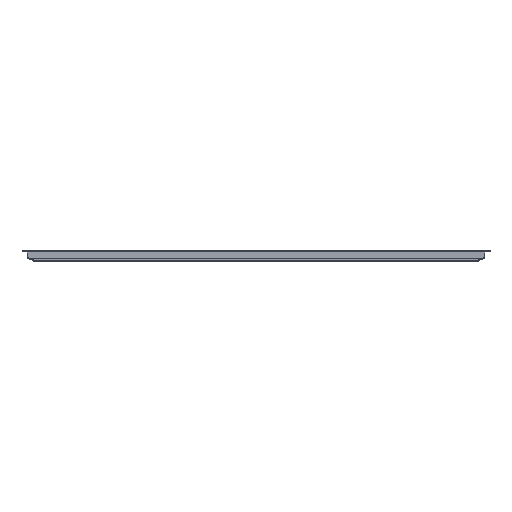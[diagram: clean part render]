
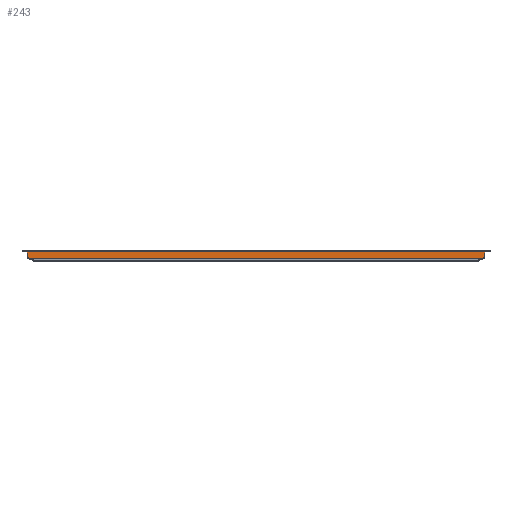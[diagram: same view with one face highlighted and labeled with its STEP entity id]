
A CAD part, top view. The second image highlights one B-rep face of the part: STEP entity #243.
In plain terms, the highlighted planar face has unit normal (0, 0, 1).
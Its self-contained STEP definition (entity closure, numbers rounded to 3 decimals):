
#12 = EDGE_CURVE ( 'NONE', #500, #1654, #2842, .T. ) ;
#80 = CARTESIAN_POINT ( 'NONE',  ( -428.25, -1.5, 47.45 ) ) ;
#176 = FACE_OUTER_BOUND ( 'NONE', #2316, .T. ) ;
#202 = AXIS2_PLACEMENT_3D ( 'NONE', #2368, #737, #1835 ) ;
#243 = ADVANCED_FACE ( 'NONE', ( #176 ), #710, .T. ) ;
#258 = EDGE_CURVE ( 'NONE', #500, #3137, #488, .T. ) ;
#309 = LINE ( 'NONE', #1343, #2744 ) ;
#374 = VECTOR ( 'NONE', #3429, 1000. ) ;
#393 = VERTEX_POINT ( 'NONE', #3012 ) ;
#456 = DIRECTION ( 'NONE',  ( 0., 0., 1. ) ) ;
#488 = CIRCLE ( 'NONE', #202, 5. ) ;
#500 = VERTEX_POINT ( 'NONE', #2589 ) ;
#710 = PLANE ( 'NONE',  #3439 ) ;
#737 = DIRECTION ( 'NONE',  ( 0., 0., 1. ) ) ;
#842 = AXIS2_PLACEMENT_3D ( 'NONE', #2972, #456, #1291 ) ;
#866 = CARTESIAN_POINT ( 'NONE',  ( -423.25, -15., 47.45 ) ) ;
#1279 = DIRECTION ( 'NONE',  ( 0., -1., 0. ) ) ;
#1291 = DIRECTION ( 'NONE',  ( 0., -1., 0. ) ) ;
#1343 = CARTESIAN_POINT ( 'NONE',  ( 428.25, -15., 47.45 ) ) ;
#1362 = CARTESIAN_POINT ( 'NONE',  ( -428.25, -15., 47.45 ) ) ;
#1395 = DIRECTION ( 'NONE',  ( -1., 0., 0. ) ) ;
#1463 = ORIENTED_EDGE ( 'NONE', *, *, #1720, .T. ) ;
#1508 = CARTESIAN_POINT ( 'NONE',  ( 428.25, -3., 47.45 ) ) ;
#1654 = VERTEX_POINT ( 'NONE', #2533 ) ;
#1720 = EDGE_CURVE ( 'NONE', #3436, #393, #2397, .T. ) ;
#1810 = CARTESIAN_POINT ( 'NONE',  ( 0., 0., 47.45 ) ) ;
#1835 = DIRECTION ( 'NONE',  ( 0., -1., 0. ) ) ;
#1888 = CARTESIAN_POINT ( 'NONE',  ( 423.25, -15., 47.45 ) ) ;
#1892 = DIRECTION ( 'NONE',  ( 0., 0., 1. ) ) ;
#1898 = EDGE_CURVE ( 'NONE', #2373, #1654, #3430, .T. ) ;
#1927 = VECTOR ( 'NONE', #1395, 1000. ) ;
#1974 = LINE ( 'NONE', #1362, #1927 ) ;
#2316 = EDGE_LOOP ( 'NONE', ( #3216, #3222, #3335, #1463, #3541, #3058 ) ) ;
#2343 = VECTOR ( 'NONE', #2893, 1000. ) ;
#2368 = CARTESIAN_POINT ( 'NONE',  ( -423.25, -10., 47.45 ) ) ;
#2373 = VERTEX_POINT ( 'NONE', #1508 ) ;
#2397 = CIRCLE ( 'NONE', #842, 5. ) ;
#2533 = CARTESIAN_POINT ( 'NONE',  ( -428.25, -3., 47.45 ) ) ;
#2589 = CARTESIAN_POINT ( 'NONE',  ( -428.25, -10., 47.45 ) ) ;
#2744 = VECTOR ( 'NONE', #3331, 1000. ) ;
#2842 = LINE ( 'NONE', #80, #374 ) ;
#2893 = DIRECTION ( 'NONE',  ( -1., 0., 0. ) ) ;
#2972 = CARTESIAN_POINT ( 'NONE',  ( 423.25, -10., 47.45 ) ) ;
#3012 = CARTESIAN_POINT ( 'NONE',  ( 428.25, -10., 47.45 ) ) ;
#3052 = EDGE_CURVE ( 'NONE', #2373, #393, #309, .T. ) ;
#3054 = EDGE_CURVE ( 'NONE', #3436, #3137, #1974, .T. ) ;
#3058 = ORIENTED_EDGE ( 'NONE', *, *, #1898, .T. ) ;
#3076 = CARTESIAN_POINT ( 'NONE',  ( 0., -3., 47.45 ) ) ;
#3137 = VERTEX_POINT ( 'NONE', #866 ) ;
#3216 = ORIENTED_EDGE ( 'NONE', *, *, #12, .F. ) ;
#3222 = ORIENTED_EDGE ( 'NONE', *, *, #258, .T. ) ;
#3331 = DIRECTION ( 'NONE',  ( 0., -1., 0. ) ) ;
#3335 = ORIENTED_EDGE ( 'NONE', *, *, #3054, .F. ) ;
#3429 = DIRECTION ( 'NONE',  ( 0., 1., 0. ) ) ;
#3430 = LINE ( 'NONE', #3076, #2343 ) ;
#3436 = VERTEX_POINT ( 'NONE', #1888 ) ;
#3439 = AXIS2_PLACEMENT_3D ( 'NONE', #1810, #1892, #1279 ) ;
#3541 = ORIENTED_EDGE ( 'NONE', *, *, #3052, .F. ) ;
